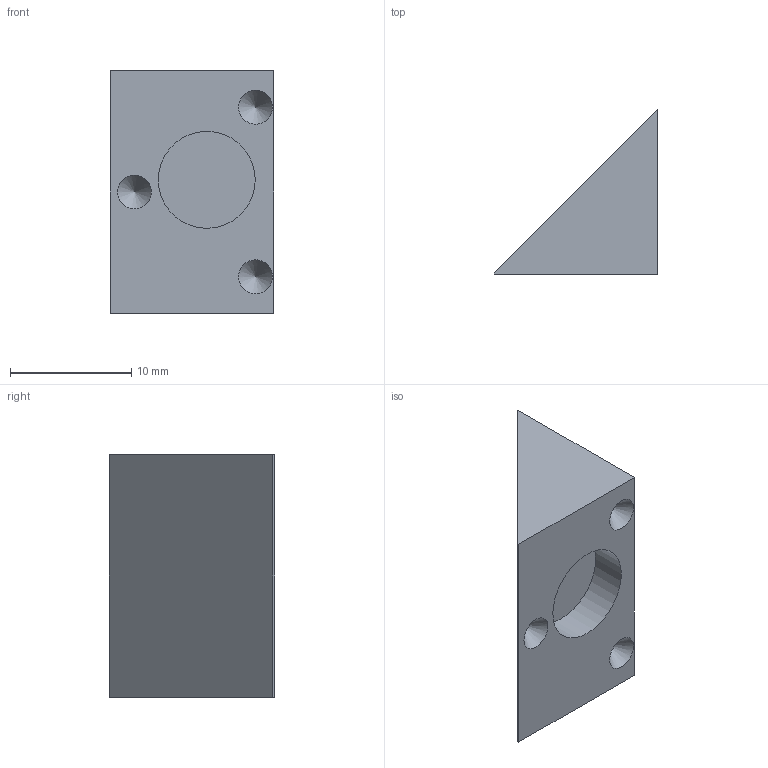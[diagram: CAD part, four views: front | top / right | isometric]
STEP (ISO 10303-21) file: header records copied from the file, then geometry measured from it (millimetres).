
FILE_DESCRIPTION(/* description */ (''),/* implementation_level */ '2;1');
FILE_NAME(/* name */ 'TIRFImager_KinematicMirror_v3.stp',/* time_stamp */ '2024-07-28T14:17:05+02:00',/* author */ ('diederichbenedict'),/* organization */ (''),/* preprocessor_version */ 'ST-DEVELOPER v20',/* originating_system */ 'Autodesk Inventor 2024',/* authorisation */ '');
FILE_SCHEMA (('AUTOMOTIVE_DESIGN { 1 0 10303 214 3 1 1 }'));
Length unit declared in the file: millimetre
Products named in the file (1): TIRFImager_KinematicMirror_v3
Bounding box: 13.5 x 13.65 x 20 mm (x, y, z)
Volume: 1700.8 mm3; surface area: 1199.6 mm2
Topology: 1 solids, 1 shells, 14 faces, 30 edges, 19 vertices
Faces by surface type: plane 7, cylinder 4, cone 3
Full cylindrical faces by diameter (mm): 2.8 x3, 8 x1
Entity records: 406 total; most frequent: DIRECTION 65, CARTESIAN_POINT 61, ORIENTED_EDGE 54, EDGE_CURVE 27, AXIS2_PLACEMENT_3D 23, LINE 19, VECTOR 19, VERTEX_POINT 19
